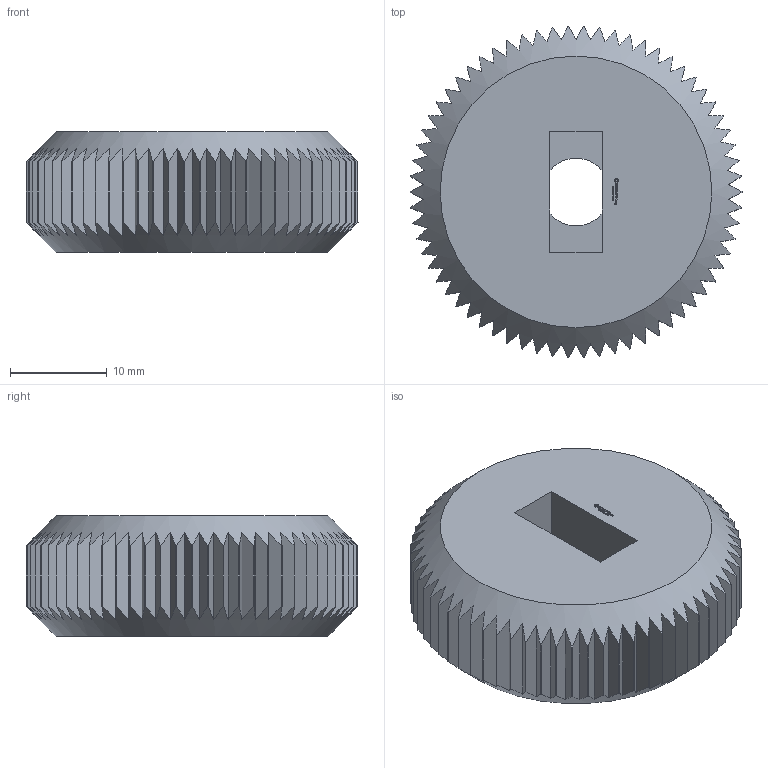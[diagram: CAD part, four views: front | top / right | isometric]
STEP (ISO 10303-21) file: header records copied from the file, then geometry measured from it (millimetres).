
FILE_DESCRIPTION(('FreeCAD Model'),'2;1');
FILE_NAME('Open CASCADE Shape Model','2024-01-03T18:18:48',(''),(''), 'Open CASCADE STEP processor 7.6','FreeCAD','Unknown');
FILE_SCHEMA(('AUTOMOTIVE_DESIGN { 1 0 10303 214 1 1 1 1 }'));
Products named in the file (1): Knob KNR BVD SCR ISR BU01.00x02.75 - SPN-KNB-0006 (stemfie.org)
Bounding box: 34.38 x 34.34 x 12.5 mm (x, y, z)
Volume: 9359.2 mm3; surface area: 3847.2 mm2
Topology: 1 solids, 1 shells, 706 faces, 2004 edges, 1334 vertices
Faces by surface type: plane 446, extrusion 188, cylinder 68, cone 4
Entity records: 50092 total; most frequent: CARTESIAN_POINT 11285, DIRECTION 6624, VECTOR 4498, LINE 4310, ORIENTED_EDGE 4008, PCURVE 4008, DEFINITIONAL_REPRESENTATION 4008, EDGE_CURVE 2004
